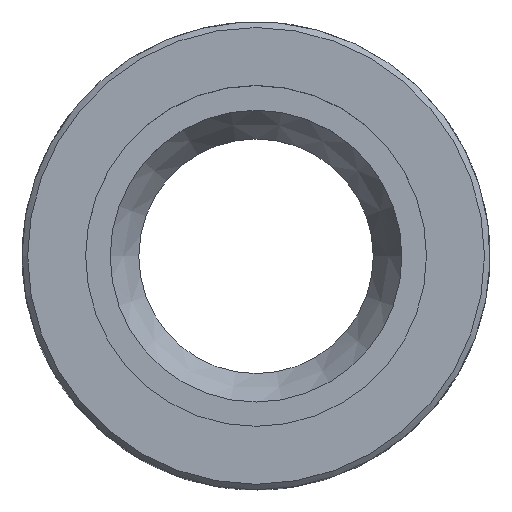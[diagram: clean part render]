
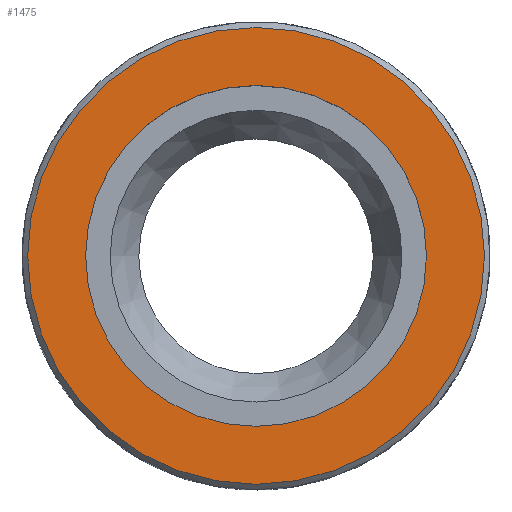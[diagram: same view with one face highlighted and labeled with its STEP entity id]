
A CAD part, top view. The second image highlights one B-rep face of the part: STEP entity #1475.
In plain terms, the highlighted planar face has unit normal (0, 0, 1).
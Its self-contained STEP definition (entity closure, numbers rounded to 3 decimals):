
#177=PLANE('',#1609);
#435=ORIENTED_EDGE('',*,*,#622,.T.);
#436=ORIENTED_EDGE('',*,*,#619,.F.);
#619=EDGE_CURVE('',#718,#718,#792,.T.);
#622=EDGE_CURVE('',#721,#721,#795,.T.);
#718=VERTEX_POINT('',#2304);
#721=VERTEX_POINT('',#2312);
#792=CIRCLE('',#1605,20.35);
#795=CIRCLE('',#1610,15.188);
#858=EDGE_LOOP('',(#435));
#859=EDGE_LOOP('',(#436));
#936=FACE_BOUND('',#858,.T.);
#937=FACE_BOUND('',#859,.T.);
#1475=ADVANCED_FACE('',(#936,#937),#177,.F.);
#1605=AXIS2_PLACEMENT_3D('',#2303,#1916,#1917);
#1609=AXIS2_PLACEMENT_3D('',#2310,#1924,#1925);
#1610=AXIS2_PLACEMENT_3D('',#2311,#1926,#1927);
#1916=DIRECTION('',(0.,0.,-1.));
#1917=DIRECTION('',(-1.,0.,0.));
#1924=DIRECTION('',(0.,0.,-1.));
#1925=DIRECTION('',(-1.,0.,0.));
#1926=DIRECTION('',(0.,0.,-1.));
#1927=DIRECTION('',(1.,0.,0.));
#2303=CARTESIAN_POINT('',(0.,0.,20.));
#2304=CARTESIAN_POINT('',(-20.35,0.,20.));
#2310=CARTESIAN_POINT('',(20.85,0.,20.));
#2311=CARTESIAN_POINT('',(0.,0.,20.));
#2312=CARTESIAN_POINT('',(15.188,0.,20.));
